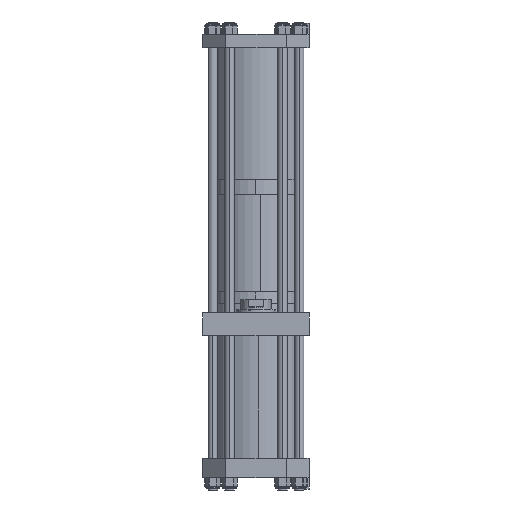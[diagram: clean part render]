
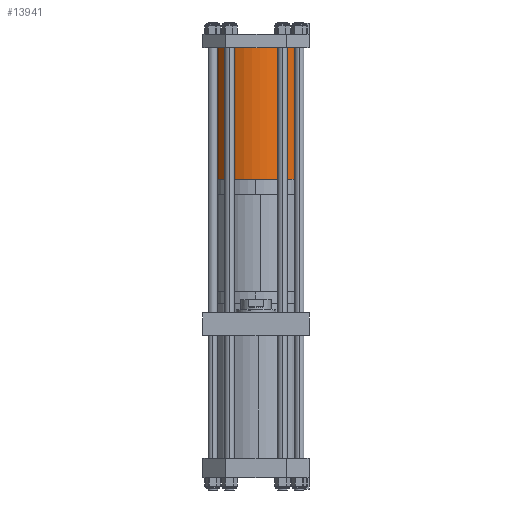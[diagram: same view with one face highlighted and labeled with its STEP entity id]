
A CAD part, left-side view. The second image highlights one B-rep face of the part: STEP entity #13941.
In plain terms, the highlighted cylindrical face has radius 152.4 mm (diameter 304.8 mm), a partial arc.
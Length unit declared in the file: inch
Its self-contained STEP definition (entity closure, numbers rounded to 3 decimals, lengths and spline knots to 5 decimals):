
#4 = CARTESIAN_POINT ( 'NONE',  ( -6., 0., 17.33 ) ) ;
#154 = VECTOR ( 'NONE', #9470, 39.37008 ) ;
#836 = DIRECTION ( 'NONE',  ( 1., 0., 0. ) ) ;
#930 = VERTEX_POINT ( 'NONE', #17666 ) ;
#1582 = CIRCLE ( 'NONE', #18829, 6. ) ;
#2039 = CARTESIAN_POINT ( 'NONE',  ( 0., 0., 0. ) ) ;
#2083 = CARTESIAN_POINT ( 'NONE',  ( -6., 0., 17.33 ) ) ;
#2576 = DIRECTION ( 'NONE',  ( 1., 0., 0. ) ) ;
#3113 = ORIENTED_EDGE ( 'NONE', *, *, #16209, .F. ) ;
#5183 = EDGE_LOOP ( 'NONE', ( #3113, #16679, #17004, #12390 ) ) ;
#5407 = VERTEX_POINT ( 'NONE', #8172 ) ;
#5525 = AXIS2_PLACEMENT_3D ( 'NONE', #2039, #18544, #2576 ) ;
#5906 = CARTESIAN_POINT ( 'NONE',  ( 0., 0., 17.33 ) ) ;
#5966 = DIRECTION ( 'NONE',  ( 0., 0., -1. ) ) ;
#6021 = EDGE_CURVE ( 'NONE', #16702, #930, #13774, .T. ) ;
#8172 = CARTESIAN_POINT ( 'NONE',  ( 6., 0., 17.33 ) ) ;
#9470 = DIRECTION ( 'NONE',  ( 0., 0., -1. ) ) ;
#10280 = VERTEX_POINT ( 'NONE', #4 ) ;
#11632 = DIRECTION ( 'NONE',  ( -1., 0., 0. ) ) ;
#12037 = LINE ( 'NONE', #12477, #154 ) ;
#12390 = ORIENTED_EDGE ( 'NONE', *, *, #6021, .T. ) ;
#12466 = AXIS2_PLACEMENT_3D ( 'NONE', #5906, #5966, #11632 ) ;
#12477 = CARTESIAN_POINT ( 'NONE',  ( 6., 0., 17.33 ) ) ;
#12521 = VECTOR ( 'NONE', #15319, 39.37008 ) ;
#13711 = FACE_OUTER_BOUND ( 'NONE', #5183, .T. ) ;
#13774 = CIRCLE ( 'NONE', #5525, 6. ) ;
#13941 = ADVANCED_FACE ( 'NONE', ( #13711 ), #15580, .T. ) ;
#14246 = DIRECTION ( 'NONE',  ( 0., 0., 1. ) ) ;
#15249 = EDGE_CURVE ( 'NONE', #10280, #16702, #17639, .T. ) ;
#15319 = DIRECTION ( 'NONE',  ( 0., 0., -1. ) ) ;
#15509 = CARTESIAN_POINT ( 'NONE',  ( -6., 0., 0. ) ) ;
#15580 = CYLINDRICAL_SURFACE ( 'NONE', #12466, 6. ) ;
#16209 = EDGE_CURVE ( 'NONE', #5407, #930, #12037, .T. ) ;
#16679 = ORIENTED_EDGE ( 'NONE', *, *, #19238, .F. ) ;
#16702 = VERTEX_POINT ( 'NONE', #15509 ) ;
#17004 = ORIENTED_EDGE ( 'NONE', *, *, #15249, .T. ) ;
#17639 = LINE ( 'NONE', #2083, #12521 ) ;
#17666 = CARTESIAN_POINT ( 'NONE',  ( 6., 0., 0. ) ) ;
#18544 = DIRECTION ( 'NONE',  ( 0., 0., 1. ) ) ;
#18662 = CARTESIAN_POINT ( 'NONE',  ( 0., 0., 17.33 ) ) ;
#18829 = AXIS2_PLACEMENT_3D ( 'NONE', #18662, #14246, #836 ) ;
#19238 = EDGE_CURVE ( 'NONE', #10280, #5407, #1582, .T. ) ;
